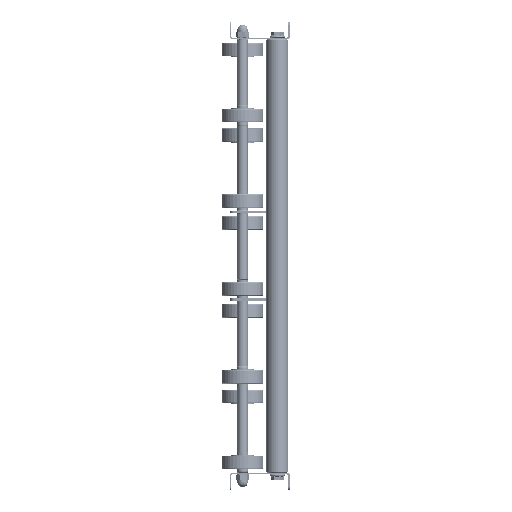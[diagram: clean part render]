
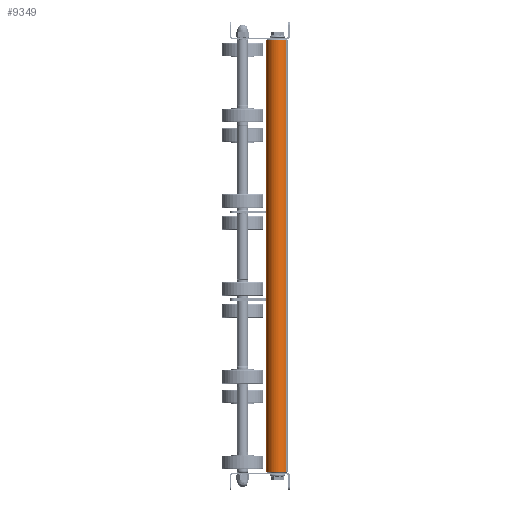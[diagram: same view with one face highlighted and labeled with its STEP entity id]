
A CAD part, left-side view. The second image highlights one B-rep face of the part: STEP entity #9349.
In plain terms, the highlighted cylindrical face has radius 12.5 mm (diameter 25 mm), a partial arc.
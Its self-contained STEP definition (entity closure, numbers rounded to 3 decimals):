
#1021 = VECTOR ( 'NONE', #18913, 1000. ) ;
#1024 = CARTESIAN_POINT ( 'NONE',  ( 500., 0., 12.5 ) ) ;
#2225 = ORIENTED_EDGE ( 'NONE', *, *, #3102, .T. ) ;
#3102 = EDGE_CURVE ( 'NONE', #26094, #20365, #28330, .T. ) ;
#3118 = CYLINDRICAL_SURFACE ( 'NONE', #7445, 12.5 ) ;
#3264 = FACE_OUTER_BOUND ( 'NONE', #21548, .T. ) ;
#3786 = EDGE_CURVE ( 'NONE', #8798, #26094, #8126, .T. ) ;
#4785 = CARTESIAN_POINT ( 'NONE',  ( 499., 0., -12.5 ) ) ;
#5389 = VECTOR ( 'NONE', #25805, 1000. ) ;
#6752 = DIRECTION ( 'NONE',  ( 0., 0., -1. ) ) ;
#7117 = DIRECTION ( 'NONE',  ( -1., 0., 0. ) ) ;
#7445 = AXIS2_PLACEMENT_3D ( 'NONE', #22911, #7117, #12111 ) ;
#7784 = CARTESIAN_POINT ( 'NONE',  ( 500., 0., -12.5 ) ) ;
#8126 = CIRCLE ( 'NONE', #23702, 12.5 ) ;
#8335 = ORIENTED_EDGE ( 'NONE', *, *, #3786, .T. ) ;
#8798 = VERTEX_POINT ( 'NONE', #4785 ) ;
#9349 = ADVANCED_FACE ( 'NONE', ( #3264 ), #3118, .T. ) ;
#9357 = VERTEX_POINT ( 'NONE', #25705 ) ;
#10019 = LINE ( 'NONE', #7784, #5389 ) ;
#10131 = EDGE_CURVE ( 'NONE', #20365, #9357, #13066, .T. ) ;
#11945 = ORIENTED_EDGE ( 'NONE', *, *, #17039, .F. ) ;
#12111 = DIRECTION ( 'NONE',  ( 0., 0., 1. ) ) ;
#13066 = CIRCLE ( 'NONE', #29117, 12.5 ) ;
#14189 = ORIENTED_EDGE ( 'NONE', *, *, #10131, .T. ) ;
#16319 = CARTESIAN_POINT ( 'NONE',  ( 1., 0., 12.5 ) ) ;
#17039 = EDGE_CURVE ( 'NONE', #8798, #9357, #10019, .T. ) ;
#18913 = DIRECTION ( 'NONE',  ( -1., 0., 0. ) ) ;
#20038 = CARTESIAN_POINT ( 'NONE',  ( 499., 0., 0. ) ) ;
#20365 = VERTEX_POINT ( 'NONE', #16319 ) ;
#21548 = EDGE_LOOP ( 'NONE', ( #11945, #8335, #2225, #14189 ) ) ;
#22242 = DIRECTION ( 'NONE',  ( 0., 0., -1. ) ) ;
#22911 = CARTESIAN_POINT ( 'NONE',  ( 500., 0., 0. ) ) ;
#23075 = CARTESIAN_POINT ( 'NONE',  ( 499., 0., 12.5 ) ) ;
#23702 = AXIS2_PLACEMENT_3D ( 'NONE', #20038, #27251, #22242 ) ;
#25705 = CARTESIAN_POINT ( 'NONE',  ( 1., 0., -12.5 ) ) ;
#25805 = DIRECTION ( 'NONE',  ( -1., 0., 0. ) ) ;
#26094 = VERTEX_POINT ( 'NONE', #23075 ) ;
#26119 = DIRECTION ( 'NONE',  ( 1., 0., 0. ) ) ;
#26974 = CARTESIAN_POINT ( 'NONE',  ( 1., 0., 0. ) ) ;
#27251 = DIRECTION ( 'NONE',  ( -1., 0., 0. ) ) ;
#28330 = LINE ( 'NONE', #1024, #1021 ) ;
#29117 = AXIS2_PLACEMENT_3D ( 'NONE', #26974, #26119, #6752 ) ;
